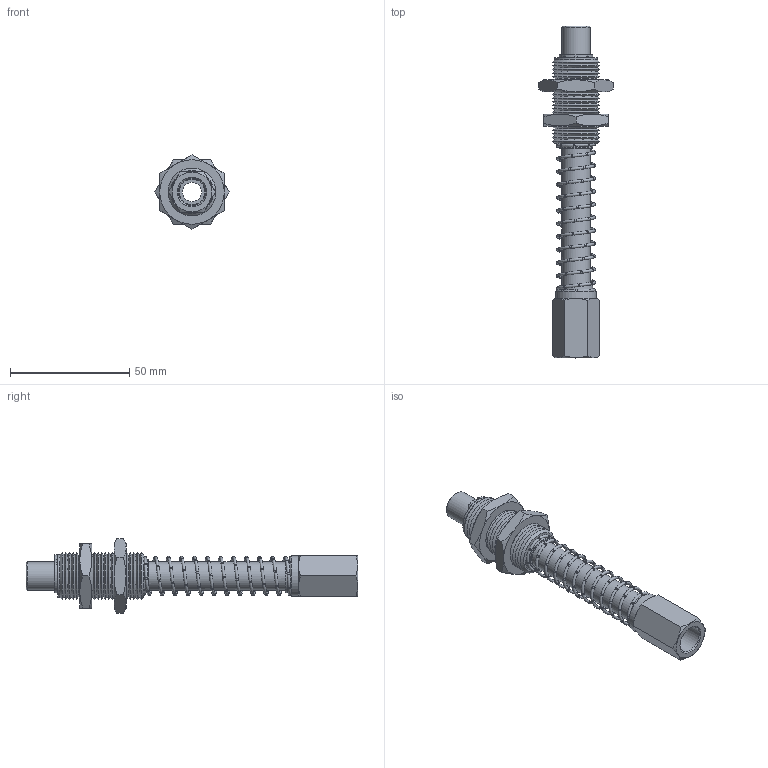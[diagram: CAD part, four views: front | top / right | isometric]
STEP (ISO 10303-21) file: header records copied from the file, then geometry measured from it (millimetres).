
FILE_DESCRIPTION(/* description */ (''),/* implementation_level */ '2;1');
FILE_NAME(/* name */ 'tlc12-45agh.stp',/* time_stamp */ '2021-02-19T11:29:21+01:00',/* author */ ('enginyeria'),/* organization */ (''),/* preprocessor_version */ 'ST-DEVELOPER v17.2',/* originating_system */ 'Autodesk Inventor 2019',/* authorisation */ '');
FILE_SCHEMA (('CONFIG_CONTROL_DESIGN'));
Length unit declared in the file: millimetre
Products named in the file (1): tlc12-45agh
Bounding box: 31.18 x 139 x 31.18 mm (x, y, z)
Volume: 21771.1 mm3; surface area: 16647.6 mm2
Topology: 1 solids, 1 shells, 352 faces, 1215 edges, 860 vertices
Faces by surface type: cylinder 135, torus 102, cone 70, plane 45
Full cylindrical faces by diameter (mm): 1.15 x82, 2 x2, 8 x1, 10.647 x1, 11 x1, 11.445 x1, 12 x3, 12.2 x1, 14 x2, 17 x1, 18 x1, 18.376 x1
Entity records: 15189 total; most frequent: CARTESIAN_POINT 3977, DIRECTION 2627, ORIENTED_EDGE 2430, AXIS2_PLACEMENT_3D 1221, EDGE_CURVE 1215, VERTEX_POINT 860, CIRCLE 822, EDGE_LOOP 385
